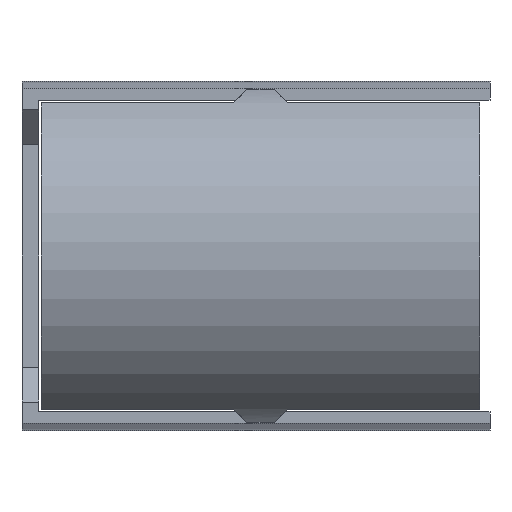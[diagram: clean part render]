
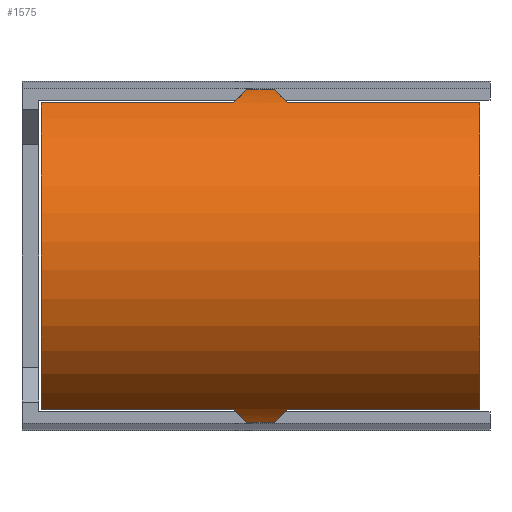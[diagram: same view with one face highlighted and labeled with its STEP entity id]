
A CAD part, front view. The second image highlights one B-rep face of the part: STEP entity #1575.
In plain terms, the highlighted cylindrical face has radius 12.55 mm (diameter 25.1 mm), a partial arc.
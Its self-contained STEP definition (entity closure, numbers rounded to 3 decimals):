
#33=CYLINDRICAL_SURFACE('',#1722,12.55);
#42=CIRCLE('',#1643,12.55);
#47=CIRCLE('',#1668,12.55);
#49=CIRCLE('',#1675,12.55);
#53=CIRCLE('',#1703,12.55);
#55=CIRCLE('',#1710,12.55);
#57=CIRCLE('',#1715,12.55);
#123=FACE_OUTER_BOUND('',#203,.T.);
#203=EDGE_LOOP('',(#1323,#1324,#1325,#1326,#1327,#1328,#1329,#1330,#1331,
#1332,#1333,#1334,#1335,#1336,#1337,#1338));
#231=ELLIPSE('',#1659,17.748,12.55);
#233=ELLIPSE('',#1666,17.748,12.55);
#237=ELLIPSE('',#1694,17.748,12.55);
#239=ELLIPSE('',#1701,17.748,12.55);
#306=LINE('',#2363,#490);
#313=LINE('',#2376,#497);
#327=LINE('',#2417,#511);
#355=LINE('',#2483,#539);
#362=LINE('',#2496,#546);
#374=LINE('',#2534,#558);
#490=VECTOR('',#1896,10.);
#497=VECTOR('',#1903,10.);
#511=VECTOR('',#1949,10.);
#539=VECTOR('',#2015,10.);
#546=VECTOR('',#2022,10.);
#558=VECTOR('',#2066,10.);
#647=VERTEX_POINT('',#2288);
#648=VERTEX_POINT('',#2290);
#672=VERTEX_POINT('',#2356);
#673=VERTEX_POINT('',#2358);
#674=VERTEX_POINT('',#2362);
#680=VERTEX_POINT('',#2375);
#686=VERTEX_POINT('',#2393);
#687=VERTEX_POINT('',#2397);
#691=VERTEX_POINT('',#2413);
#707=VERTEX_POINT('',#2473);
#708=VERTEX_POINT('',#2475);
#710=VERTEX_POINT('',#2481);
#716=VERTEX_POINT('',#2494);
#721=VERTEX_POINT('',#2510);
#722=VERTEX_POINT('',#2514);
#726=VERTEX_POINT('',#2530);
#808=EDGE_CURVE('',#647,#648,#42,.T.);
#842=EDGE_CURVE('',#673,#672,#231,.T.);
#844=EDGE_CURVE('',#674,#673,#306,.T.);
#851=EDGE_CURVE('',#680,#648,#313,.T.);
#860=EDGE_CURVE('',#686,#680,#233,.T.);
#862=EDGE_CURVE('',#687,#686,#47,.T.);
#871=EDGE_CURVE('',#672,#691,#49,.T.);
#872=EDGE_CURVE('',#691,#687,#327,.T.);
#901=EDGE_CURVE('',#707,#708,#237,.T.);
#905=EDGE_CURVE('',#710,#647,#355,.T.);
#912=EDGE_CURVE('',#716,#707,#362,.T.);
#920=EDGE_CURVE('',#721,#710,#239,.T.);
#922=EDGE_CURVE('',#722,#721,#53,.T.);
#929=EDGE_CURVE('',#708,#726,#55,.T.);
#931=EDGE_CURVE('',#726,#722,#374,.T.);
#936=EDGE_CURVE('',#674,#716,#57,.T.);
#1323=ORIENTED_EDGE('',*,*,#808,.F.);
#1324=ORIENTED_EDGE('',*,*,#905,.F.);
#1325=ORIENTED_EDGE('',*,*,#920,.F.);
#1326=ORIENTED_EDGE('',*,*,#922,.F.);
#1327=ORIENTED_EDGE('',*,*,#931,.F.);
#1328=ORIENTED_EDGE('',*,*,#929,.F.);
#1329=ORIENTED_EDGE('',*,*,#901,.F.);
#1330=ORIENTED_EDGE('',*,*,#912,.F.);
#1331=ORIENTED_EDGE('',*,*,#936,.F.);
#1332=ORIENTED_EDGE('',*,*,#844,.T.);
#1333=ORIENTED_EDGE('',*,*,#842,.T.);
#1334=ORIENTED_EDGE('',*,*,#871,.T.);
#1335=ORIENTED_EDGE('',*,*,#872,.T.);
#1336=ORIENTED_EDGE('',*,*,#862,.T.);
#1337=ORIENTED_EDGE('',*,*,#860,.T.);
#1338=ORIENTED_EDGE('',*,*,#851,.T.);
#1575=ADVANCED_FACE('',(#123),#33,.T.);
#1643=AXIS2_PLACEMENT_3D('',#2291,#1832,#1833);
#1659=AXIS2_PLACEMENT_3D('',#2359,#1891,#1892);
#1666=AXIS2_PLACEMENT_3D('',#2394,#1920,#1921);
#1668=AXIS2_PLACEMENT_3D('',#2398,#1925,#1926);
#1675=AXIS2_PLACEMENT_3D('',#2415,#1945,#1946);
#1694=AXIS2_PLACEMENT_3D('',#2476,#2008,#2009);
#1701=AXIS2_PLACEMENT_3D('',#2512,#2038,#2039);
#1703=AXIS2_PLACEMENT_3D('',#2516,#2043,#2044);
#1710=AXIS2_PLACEMENT_3D('',#2531,#2061,#2062);
#1715=AXIS2_PLACEMENT_3D('',#2543,#2076,#2077);
#1722=AXIS2_PLACEMENT_3D('',#2553,#2093,#2094);
#1832=DIRECTION('center_axis',(1.,0.,0.));
#1833=DIRECTION('ref_axis',(0.,0.,-1.));
#1891=DIRECTION('center_axis',(0.707,0.,0.707));
#1892=DIRECTION('ref_axis',(-0.707,0.,0.707));
#1896=DIRECTION('',(1.,0.,0.));
#1903=DIRECTION('',(1.,0.,0.));
#1920=DIRECTION('center_axis',(-0.707,0.,0.707));
#1921=DIRECTION('ref_axis',(0.707,0.,0.707));
#1925=DIRECTION('center_axis',(-1.,0.,0.));
#1926=DIRECTION('ref_axis',(0.,0.,1.));
#1945=DIRECTION('center_axis',(1.,0.,0.));
#1946=DIRECTION('ref_axis',(0.,0.,1.));
#1949=DIRECTION('',(1.,0.,0.));
#2008=DIRECTION('center_axis',(-0.707,0.,0.707));
#2009=DIRECTION('ref_axis',(-0.707,0.,-0.707));
#2015=DIRECTION('',(1.,0.,0.));
#2022=DIRECTION('',(1.,0.,0.));
#2038=DIRECTION('center_axis',(0.707,0.,0.707));
#2039=DIRECTION('ref_axis',(0.707,0.,-0.707));
#2043=DIRECTION('center_axis',(1.,0.,0.));
#2044=DIRECTION('ref_axis',(0.,0.,-1.));
#2061=DIRECTION('center_axis',(-1.,0.,0.));
#2062=DIRECTION('ref_axis',(0.,0.,-1.));
#2066=DIRECTION('',(1.,0.,0.));
#2076=DIRECTION('center_axis',(-1.,0.,0.));
#2077=DIRECTION('ref_axis',(0.,0.,1.));
#2093=DIRECTION('center_axis',(1.,0.,0.));
#2094=DIRECTION('ref_axis',(0.,0.,-1.));
#2288=CARTESIAN_POINT('',(15.75,-6.014,11.015));
#2290=CARTESIAN_POINT('',(15.75,-6.014,-11.015));
#2291=CARTESIAN_POINT('Origin',(15.75,0.,0.));
#2356=CARTESIAN_POINT('',(-1.,-3.828,-11.952));
#2358=CARTESIAN_POINT('',(-1.937,-6.014,-11.015));
#2359=CARTESIAN_POINT('Origin',(-12.952,0.,0.));
#2362=CARTESIAN_POINT('',(-15.75,-6.014,-11.015));
#2363=CARTESIAN_POINT('',(0.,-6.014,-11.015));
#2375=CARTESIAN_POINT('',(1.937,-6.014,-11.015));
#2376=CARTESIAN_POINT('',(0.,-6.014,-11.015));
#2393=CARTESIAN_POINT('',(1.,-3.828,-11.952));
#2394=CARTESIAN_POINT('Origin',(12.952,0.,0.));
#2397=CARTESIAN_POINT('',(1.,-3.825,-11.953));
#2398=CARTESIAN_POINT('Origin',(1.,0.,0.));
#2413=CARTESIAN_POINT('',(-1.,-3.825,-11.953));
#2415=CARTESIAN_POINT('Origin',(-1.,0.,0.));
#2417=CARTESIAN_POINT('',(0.,-3.825,-11.953));
#2473=CARTESIAN_POINT('',(-1.937,-6.014,11.015));
#2475=CARTESIAN_POINT('',(-1.,-3.828,11.952));
#2476=CARTESIAN_POINT('Origin',(-12.952,0.,0.));
#2481=CARTESIAN_POINT('',(1.937,-6.014,11.015));
#2483=CARTESIAN_POINT('',(0.,-6.014,11.015));
#2494=CARTESIAN_POINT('',(-15.75,-6.014,11.015));
#2496=CARTESIAN_POINT('',(0.,-6.014,11.015));
#2510=CARTESIAN_POINT('',(1.,-3.828,11.952));
#2512=CARTESIAN_POINT('Origin',(12.952,0.,0.));
#2514=CARTESIAN_POINT('',(1.,-3.825,11.953));
#2516=CARTESIAN_POINT('Origin',(1.,0.,0.));
#2530=CARTESIAN_POINT('',(-1.,-3.825,11.953));
#2531=CARTESIAN_POINT('Origin',(-1.,0.,0.));
#2534=CARTESIAN_POINT('',(0.,-3.825,11.953));
#2543=CARTESIAN_POINT('Origin',(-15.75,0.,0.));
#2553=CARTESIAN_POINT('Origin',(0.,0.,0.));
